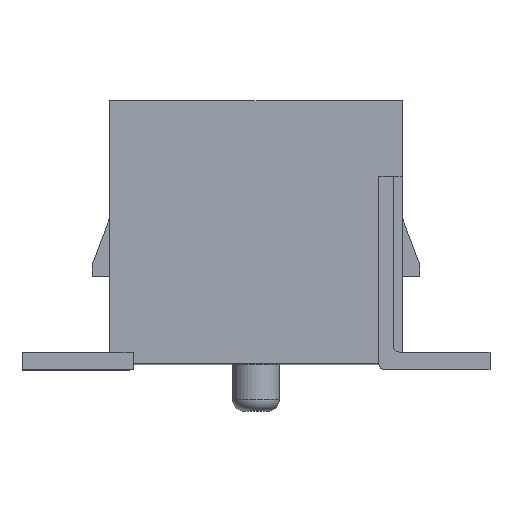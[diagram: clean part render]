
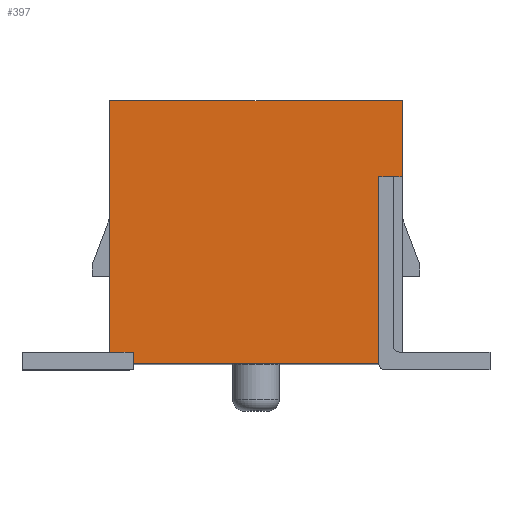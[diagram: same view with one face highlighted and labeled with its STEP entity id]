
A CAD part, top view. The second image highlights one B-rep face of the part: STEP entity #397.
In plain terms, the highlighted planar face has unit normal (0, 0, 1).
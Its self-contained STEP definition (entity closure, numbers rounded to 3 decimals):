
#21 = VECTOR ( 'NONE', #1760, 1000. ) ;
#48 = VECTOR ( 'NONE', #960, 1000. ) ;
#73 = AXIS2_PLACEMENT_3D ( 'NONE', #1985, #134, #969 ) ;
#91 = LINE ( 'NONE', #301, #21 ) ;
#94 = LINE ( 'NONE', #1016, #2613 ) ;
#120 = VERTEX_POINT ( 'NONE', #677 ) ;
#134 = DIRECTION ( 'NONE',  ( 0., 0., -1. ) ) ;
#140 = EDGE_LOOP ( 'NONE', ( #1622, #2310, #1080, #1656, #1394, #1141, #754, #666, #382 ) ) ;
#163 = VERTEX_POINT ( 'NONE', #2333 ) ;
#177 = EDGE_CURVE ( 'NONE', #163, #2397, #1459, .T. ) ;
#291 = DIRECTION ( 'NONE',  ( 1., 0., 0. ) ) ;
#301 = CARTESIAN_POINT ( 'NONE',  ( 2.5, 2., 12. ) ) ;
#319 = VERTEX_POINT ( 'NONE', #1567 ) ;
#352 = EDGE_CURVE ( 'NONE', #1953, #319, #2125, .T. ) ;
#382 = ORIENTED_EDGE ( 'NONE', *, *, #1890, .F. ) ;
#395 = FACE_OUTER_BOUND ( 'NONE', #140, .T. ) ;
#397 = ADVANCED_FACE ( 'NONE', ( #395 ), #1814, .F. ) ;
#412 = DIRECTION ( 'NONE',  ( -1., 0., 0. ) ) ;
#554 = VECTOR ( 'NONE', #1906, 1000. ) ;
#613 = CARTESIAN_POINT ( 'NONE',  ( 2.1, -2.5, 12. ) ) ;
#666 = ORIENTED_EDGE ( 'NONE', *, *, #2503, .T. ) ;
#677 = CARTESIAN_POINT ( 'NONE',  ( 2.5, 2., 12. ) ) ;
#754 = ORIENTED_EDGE ( 'NONE', *, *, #1675, .T. ) ;
#855 = VERTEX_POINT ( 'NONE', #2533 ) ;
#960 = DIRECTION ( 'NONE',  ( 0., -1., 0. ) ) ;
#969 = DIRECTION ( 'NONE',  ( 0., -1., 0. ) ) ;
#1016 = CARTESIAN_POINT ( 'NONE',  ( -2.5, -2.5, 12. ) ) ;
#1041 = CARTESIAN_POINT ( 'NONE',  ( -2.5, 0.7, 12. ) ) ;
#1053 = LINE ( 'NONE', #2157, #2562 ) ;
#1055 = VECTOR ( 'NONE', #2452, 1000. ) ;
#1057 = EDGE_CURVE ( 'NONE', #163, #855, #1619, .T. ) ;
#1069 = LINE ( 'NONE', #2374, #48 ) ;
#1080 = ORIENTED_EDGE ( 'NONE', *, *, #2427, .T. ) ;
#1111 = DIRECTION ( 'NONE',  ( -1., 0., 0. ) ) ;
#1141 = ORIENTED_EDGE ( 'NONE', *, *, #352, .T. ) ;
#1197 = EDGE_CURVE ( 'NONE', #120, #1228, #1053, .T. ) ;
#1228 = VERTEX_POINT ( 'NONE', #1326 ) ;
#1326 = CARTESIAN_POINT ( 'NONE',  ( -2.5, 2., 12. ) ) ;
#1394 = ORIENTED_EDGE ( 'NONE', *, *, #2242, .T. ) ;
#1459 = LINE ( 'NONE', #1041, #2418 ) ;
#1480 = VECTOR ( 'NONE', #2597, 1000. ) ;
#1552 = CARTESIAN_POINT ( 'NONE',  ( -2.5, -2.3, 12. ) ) ;
#1567 = CARTESIAN_POINT ( 'NONE',  ( -2.1, -2.3, 12. ) ) ;
#1619 = LINE ( 'NONE', #2250, #1055 ) ;
#1622 = ORIENTED_EDGE ( 'NONE', *, *, #177, .F. ) ;
#1656 = ORIENTED_EDGE ( 'NONE', *, *, #1197, .T. ) ;
#1675 = EDGE_CURVE ( 'NONE', #319, #2138, #2196, .T. ) ;
#1760 = DIRECTION ( 'NONE',  ( 0., 1., 0. ) ) ;
#1809 = CARTESIAN_POINT ( 'NONE',  ( -2.1, 2., 12. ) ) ;
#1814 = PLANE ( 'NONE',  #73 ) ;
#1864 = LINE ( 'NONE', #1973, #1480 ) ;
#1890 = EDGE_CURVE ( 'NONE', #2397, #2264, #1069, .T. ) ;
#1906 = DIRECTION ( 'NONE',  ( 0., -1., 0. ) ) ;
#1953 = VERTEX_POINT ( 'NONE', #2249 ) ;
#1973 = CARTESIAN_POINT ( 'NONE',  ( -2.5, 2., 12. ) ) ;
#1985 = CARTESIAN_POINT ( 'NONE',  ( -2.5, 2., 12. ) ) ;
#2080 = VECTOR ( 'NONE', #291, 1000. ) ;
#2125 = LINE ( 'NONE', #1552, #2080 ) ;
#2138 = VERTEX_POINT ( 'NONE', #2346 ) ;
#2141 = CARTESIAN_POINT ( 'NONE',  ( 2.1, 0.7, 12. ) ) ;
#2157 = CARTESIAN_POINT ( 'NONE',  ( -2.5, 2., 12. ) ) ;
#2196 = LINE ( 'NONE', #1809, #554 ) ;
#2242 = EDGE_CURVE ( 'NONE', #1228, #1953, #1864, .T. ) ;
#2249 = CARTESIAN_POINT ( 'NONE',  ( -2.5, -2.3, 12. ) ) ;
#2250 = CARTESIAN_POINT ( 'NONE',  ( 2.2, 0.7, 12. ) ) ;
#2264 = VERTEX_POINT ( 'NONE', #613 ) ;
#2310 = ORIENTED_EDGE ( 'NONE', *, *, #1057, .T. ) ;
#2333 = CARTESIAN_POINT ( 'NONE',  ( 2.35, 0.7, 12. ) ) ;
#2346 = CARTESIAN_POINT ( 'NONE',  ( -2.1, -2.5, 12. ) ) ;
#2374 = CARTESIAN_POINT ( 'NONE',  ( 2.1, 2., 12. ) ) ;
#2397 = VERTEX_POINT ( 'NONE', #2141 ) ;
#2418 = VECTOR ( 'NONE', #412, 1000. ) ;
#2427 = EDGE_CURVE ( 'NONE', #855, #120, #91, .T. ) ;
#2452 = DIRECTION ( 'NONE',  ( 1., 0., 0. ) ) ;
#2455 = DIRECTION ( 'NONE',  ( 1., 0., 0. ) ) ;
#2503 = EDGE_CURVE ( 'NONE', #2138, #2264, #94, .T. ) ;
#2533 = CARTESIAN_POINT ( 'NONE',  ( 2.5, 0.7, 12. ) ) ;
#2562 = VECTOR ( 'NONE', #1111, 1000. ) ;
#2597 = DIRECTION ( 'NONE',  ( 0., -1., 0. ) ) ;
#2613 = VECTOR ( 'NONE', #2455, 1000. ) ;
